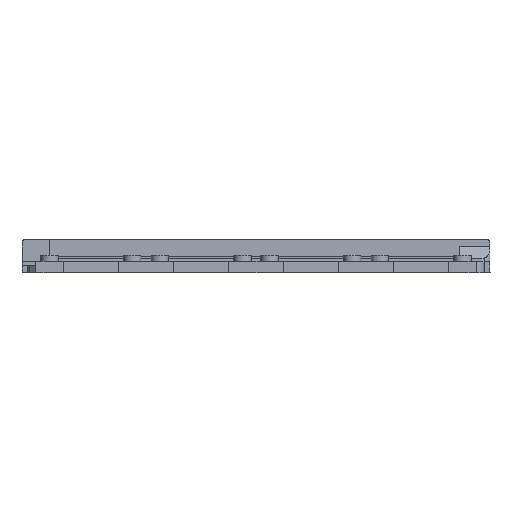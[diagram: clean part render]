
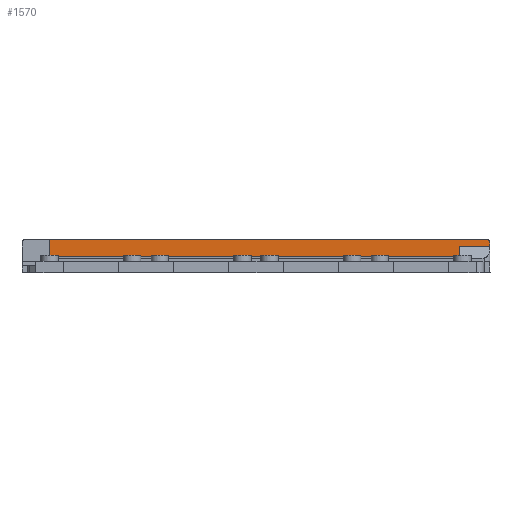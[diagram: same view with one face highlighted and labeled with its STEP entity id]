
A CAD part, front view. The second image highlights one B-rep face of the part: STEP entity #1570.
In plain terms, the highlighted planar face has unit normal (0, -1, 0).
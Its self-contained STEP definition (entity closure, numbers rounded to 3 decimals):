
#1570=ADVANCED_FACE('',(#3298),#3299,.T.);
#3298=FACE_OUTER_BOUND('',#5098,.T.);
#3299=PLANE('',#5099);
#5098=EDGE_LOOP('',(#10052,#10053,#10054,#10055,#10056,#10057,#10058));
#5099=AXIS2_PLACEMENT_3D('',#10059,#10060,#10061);
#10052=ORIENTED_EDGE('',*,*,#12625,.T.);
#10053=ORIENTED_EDGE('',*,*,#12290,.T.);
#10054=ORIENTED_EDGE('',*,*,#12759,.F.);
#10055=ORIENTED_EDGE('',*,*,#11184,.T.);
#10056=ORIENTED_EDGE('',*,*,#11145,.F.);
#10057=ORIENTED_EDGE('',*,*,#11559,.T.);
#10058=ORIENTED_EDGE('',*,*,#12165,.T.);
#10059=CARTESIAN_POINT('',(-499995.08,-20.649,4.638));
#10060=DIRECTION('',(0.,-1.0,0.));
#10061=DIRECTION('',(0.,0.,1.0));
#11145=EDGE_CURVE('',#13588,#13590,#13591,.T.);
#11184=EDGE_CURVE('',#13655,#13590,#13656,.T.);
#11559=EDGE_CURVE('',#13588,#14275,#14277,.T.);
#12165=EDGE_CURVE('',#14275,#15210,#15212,.T.);
#12290=EDGE_CURVE('',#15373,#15374,#15375,.T.);
#12625=EDGE_CURVE('',#15210,#15373,#15779,.T.);
#12759=EDGE_CURVE('',#13655,#15374,#15939,.T.);
#13588=VERTEX_POINT('',#17038);
#13590=VERTEX_POINT('',#17041);
#13591=LINE('',#17042,#17043);
#13655=VERTEX_POINT('',#17132);
#13656=LINE('',#17133,#17134);
#14275=VERTEX_POINT('',#17998);
#14277=LINE('',#18001,#18002);
#15210=VERTEX_POINT('',#19349);
#15212=LINE('',#19351,#19352);
#15373=VERTEX_POINT('',#19575);
#15374=VERTEX_POINT('',#19576);
#15375=CIRCLE('',#19577,1.0);
#15779=LINE('',#20123,#20124);
#15939=LINE('',#20328,#20329);
#17038=CARTESIAN_POINT('',(62.5,-20.649,2.146));
#17041=CARTESIAN_POINT('',(-58.459,-20.649,2.146));
#17042=CARTESIAN_POINT('',(500000.0,-20.649,2.146));
#17043=VECTOR('',#20932,1000.0);
#17132=CARTESIAN_POINT('',(-58.459,-20.649,7.138));
#17133=CARTESIAN_POINT('',(-58.459,-20.649,4.638));
#17134=VECTOR('',#20969,1000.0);
#17998=CARTESIAN_POINT('',(62.505,-20.649,5.138));
#18001=CARTESIAN_POINT('',(62.502,-20.649,3.642));
#18002=VECTOR('',#21363,1000.0);
#19349=CARTESIAN_POINT('',(71.505,-20.649,5.138));
#19351=CARTESIAN_POINT('',(62.505,-20.649,5.138));
#19352=VECTOR('',#22042,1000.0);
#19575=CARTESIAN_POINT('',(71.506,-20.649,6.136));
#19576=CARTESIAN_POINT('',(70.506,-20.649,7.138));
#19577=AXIS2_PLACEMENT_3D('',#22159,#22160,#22161);
#20123=CARTESIAN_POINT('',(72.841,-20.649,822.253));
#20124=VECTOR('',#22469,1000.0);
#20328=CARTESIAN_POINT('',(-499995.08,-20.649,7.138));
#20329=VECTOR('',#22640,1000.0);
#20932=DIRECTION('',(-1.0,0.0,0.0));
#20969=DIRECTION('',(0.,0.,-1.0));
#21363=DIRECTION('',(0.002,0.,1.));
#22042=DIRECTION('',(1.0,0.,0.));
#22159=CARTESIAN_POINT('',(70.506,-20.649,6.138));
#22160=DIRECTION('',(0.,-1.0,0.));
#22161=DIRECTION('',(0.,0.,-1.0));
#22469=DIRECTION('',(0.002,0.,1.));
#22640=DIRECTION('',(1.0,0.,0.));
